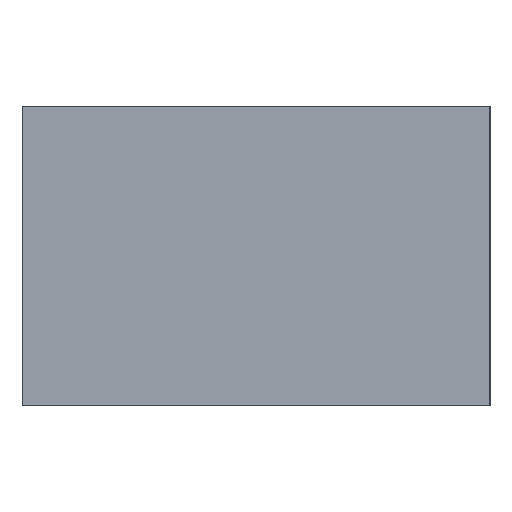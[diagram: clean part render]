
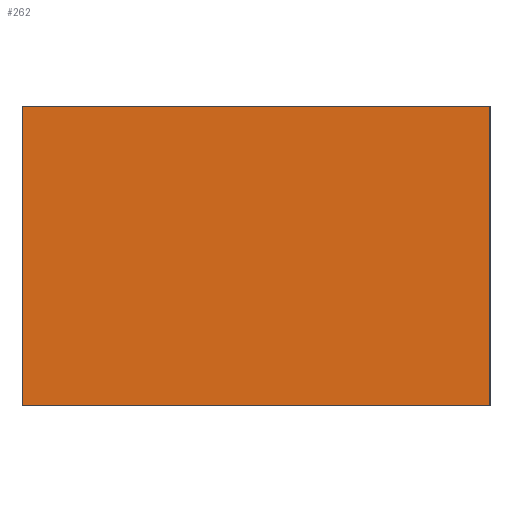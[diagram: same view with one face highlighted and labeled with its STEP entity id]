
A CAD part, left-side view. The second image highlights one B-rep face of the part: STEP entity #262.
In plain terms, the highlighted planar face has unit normal (-1, 0, 0).
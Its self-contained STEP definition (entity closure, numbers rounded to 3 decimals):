
#184=CARTESIAN_POINT('',(-1.,0.5,0.));
#185=VERTEX_POINT('',#184);
#193=CARTESIAN_POINT('',(-1.,0.0,0.));
#194=VERTEX_POINT('',#193);
#201=CARTESIAN_POINT('',(-1.,0.5,0.));
#202=DIRECTION('',(0.0,-1.0,0.0));
#203=VECTOR('',#202,0.5);
#204=LINE('',#201,#203);
#205=EDGE_CURVE('',#185,#194,#204,.T.);
#232=CARTESIAN_POINT('',(-1.,0.0,0.0));
#233=DIRECTION('',(-1.0,0.0,0.0));
#234=DIRECTION('',(0.0,0.0,1.0));
#235=AXIS2_PLACEMENT_3D('',#232,#233,#234);
#236=PLANE('',#235);
#237=ORIENTED_EDGE('',*,*,#205,.T.);
#238=CARTESIAN_POINT('',(-1.,0.0,0.32));
#239=VERTEX_POINT('',#238);
#240=CARTESIAN_POINT('',(-1.,0.0,0.));
#241=DIRECTION('',(0.0,0.0,1.0));
#242=VECTOR('',#241,0.32);
#243=LINE('',#240,#242);
#244=EDGE_CURVE('',#194,#239,#243,.T.);
#245=ORIENTED_EDGE('',*,*,#244,.T.);
#246=CARTESIAN_POINT('',(-1.,0.5,0.32));
#247=VERTEX_POINT('',#246);
#248=CARTESIAN_POINT('',(-1.,0.0,0.32));
#249=DIRECTION('',(0.0,1.0,0.0));
#250=VECTOR('',#249,0.5);
#251=LINE('',#248,#250);
#252=EDGE_CURVE('',#239,#247,#251,.T.);
#253=ORIENTED_EDGE('',*,*,#252,.T.);
#254=CARTESIAN_POINT('',(-1.,0.5,0.));
#255=DIRECTION('',(0.0,0.0,1.0));
#256=VECTOR('',#255,0.32);
#257=LINE('',#254,#256);
#258=EDGE_CURVE('',#185,#247,#257,.T.);
#259=ORIENTED_EDGE('',*,*,#258,.F.);
#260=EDGE_LOOP('',(#237,#245,#253,#259));
#261=FACE_OUTER_BOUND('',#260,.T.);
#262=ADVANCED_FACE('',(#261),#236,.T.);
